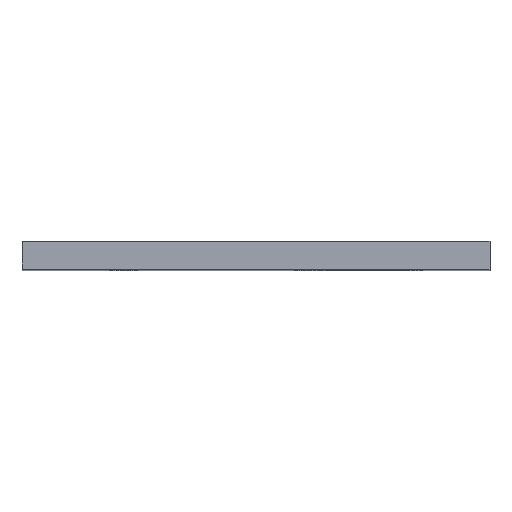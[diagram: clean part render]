
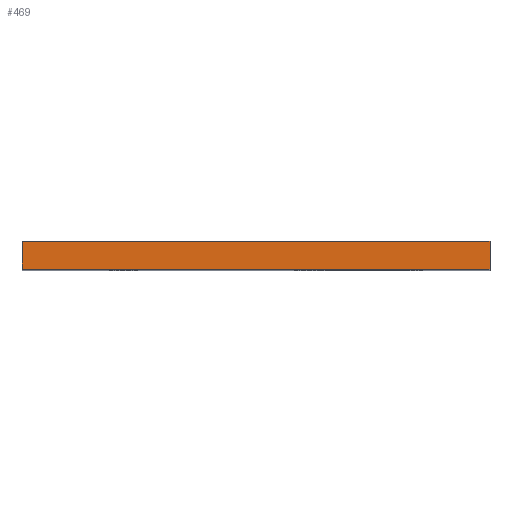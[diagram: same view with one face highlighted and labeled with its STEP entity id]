
A CAD part, top view. The second image highlights one B-rep face of the part: STEP entity #469.
In plain terms, the highlighted planar face has unit normal (0, 0, 1).
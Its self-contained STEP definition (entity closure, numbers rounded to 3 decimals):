
#10 = CARTESIAN_POINT ( 'NONE',  ( 39., 9., 141. ) ) ;
#21 = ORIENTED_EDGE ( 'NONE', *, *, #336, .T. ) ;
#23 = ORIENTED_EDGE ( 'NONE', *, *, #622, .T. ) ;
#25 = EDGE_CURVE ( 'NONE', #246, #658, #865, .T. ) ;
#74 = VERTEX_POINT ( 'NONE', #481 ) ;
#154 = DIRECTION ( 'NONE',  ( 0., 0., -1. ) ) ;
#203 = VECTOR ( 'NONE', #229, 1000. ) ;
#227 = DIRECTION ( 'NONE',  ( -1., 0., 0. ) ) ;
#229 = DIRECTION ( 'NONE',  ( 1., 0., 0. ) ) ;
#246 = VERTEX_POINT ( 'NONE', #605 ) ;
#309 = CARTESIAN_POINT ( 'NONE',  ( -113., 9., 141. ) ) ;
#310 = PLANE ( 'NONE',  #633 ) ;
#336 = EDGE_CURVE ( 'NONE', #582, #658, #350, .T. ) ;
#350 = LINE ( 'NONE', #514, #203 ) ;
#352 = EDGE_LOOP ( 'NONE', ( #21, #603, #503, #23 ) ) ;
#387 = CARTESIAN_POINT ( 'NONE',  ( -113., 9., 141. ) ) ;
#416 = FACE_OUTER_BOUND ( 'NONE', #352, .T. ) ;
#427 = VECTOR ( 'NONE', #822, 1000. ) ;
#458 = DIRECTION ( 'NONE',  ( 0., -1., 0. ) ) ;
#469 = ADVANCED_FACE ( 'NONE', ( #416 ), #310, .F. ) ;
#481 = CARTESIAN_POINT ( 'NONE',  ( -113., 9., 141. ) ) ;
#503 = ORIENTED_EDGE ( 'NONE', *, *, #840, .F. ) ;
#514 = CARTESIAN_POINT ( 'NONE',  ( -113., 0., 141. ) ) ;
#552 = LINE ( 'NONE', #387, #738 ) ;
#582 = VERTEX_POINT ( 'NONE', #850 ) ;
#603 = ORIENTED_EDGE ( 'NONE', *, *, #25, .F. ) ;
#605 = CARTESIAN_POINT ( 'NONE',  ( 39., 9., 141. ) ) ;
#622 = EDGE_CURVE ( 'NONE', #74, #582, #552, .T. ) ;
#633 = AXIS2_PLACEMENT_3D ( 'NONE', #918, #154, #227 ) ;
#658 = VERTEX_POINT ( 'NONE', #695 ) ;
#695 = CARTESIAN_POINT ( 'NONE',  ( 39., 0., 141. ) ) ;
#706 = LINE ( 'NONE', #309, #730 ) ;
#730 = VECTOR ( 'NONE', #923, 1000. ) ;
#738 = VECTOR ( 'NONE', #458, 1000. ) ;
#822 = DIRECTION ( 'NONE',  ( 0., -1., 0. ) ) ;
#840 = EDGE_CURVE ( 'NONE', #74, #246, #706, .T. ) ;
#850 = CARTESIAN_POINT ( 'NONE',  ( -113., 0., 141. ) ) ;
#865 = LINE ( 'NONE', #10, #427 ) ;
#918 = CARTESIAN_POINT ( 'NONE',  ( -113., 9., 141. ) ) ;
#923 = DIRECTION ( 'NONE',  ( 1., 0., 0. ) ) ;
